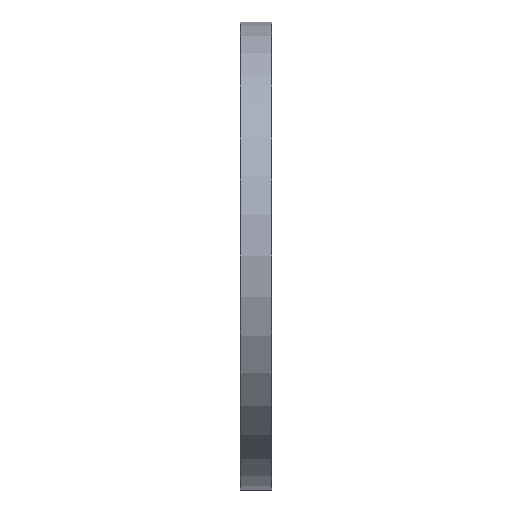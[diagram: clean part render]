
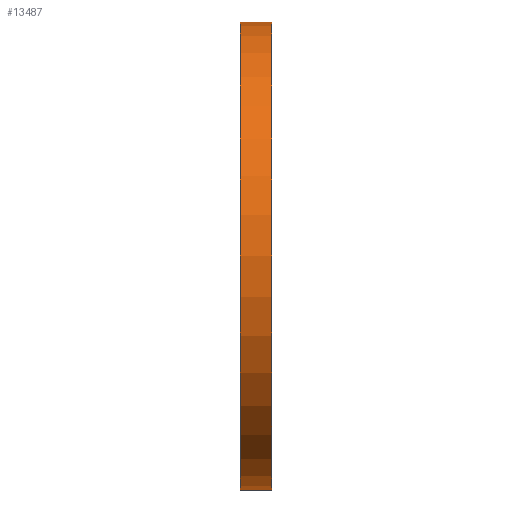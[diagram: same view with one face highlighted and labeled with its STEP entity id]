
A CAD part, left-side view. The second image highlights one B-rep face of the part: STEP entity #13487.
In plain terms, the highlighted cylindrical face has radius 60 mm (diameter 120 mm), a partial arc.
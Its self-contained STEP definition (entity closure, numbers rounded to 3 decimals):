
#613 = EDGE_CURVE ( 'NONE', #3856, #9819, #3170, .T. ) ;
#1100 = VERTEX_POINT ( 'NONE', #3534 ) ;
#1184 = DIRECTION ( 'NONE',  ( 0., 0., -1. ) ) ;
#1946 = CARTESIAN_POINT ( 'NONE',  ( 0., -4., 60. ) ) ;
#1967 = DIRECTION ( 'NONE',  ( 0., 1., 0. ) ) ;
#2165 = CYLINDRICAL_SURFACE ( 'NONE', #11467, 60. ) ;
#2323 = DIRECTION ( 'NONE',  ( 0., 1., 0. ) ) ;
#3170 = LINE ( 'NONE', #13702, #9025 ) ;
#3199 = VERTEX_POINT ( 'NONE', #3945 ) ;
#3425 = DIRECTION ( 'NONE',  ( 0., -1., 0. ) ) ;
#3534 = CARTESIAN_POINT ( 'NONE',  ( 0., 4., -60. ) ) ;
#3856 = VERTEX_POINT ( 'NONE', #7646 ) ;
#3945 = CARTESIAN_POINT ( 'NONE',  ( 0., -4., -60. ) ) ;
#4236 = CARTESIAN_POINT ( 'NONE',  ( 0., 4., -60. ) ) ;
#4280 = ORIENTED_EDGE ( 'NONE', *, *, #5938, .T. ) ;
#4401 = FACE_OUTER_BOUND ( 'NONE', #13728, .T. ) ;
#4629 = AXIS2_PLACEMENT_3D ( 'NONE', #5671, #2323, #12077 ) ;
#4900 = EDGE_CURVE ( 'NONE', #1100, #3856, #9148, .T. ) ;
#5402 = CARTESIAN_POINT ( 'NONE',  ( 0., -4., 0. ) ) ;
#5671 = CARTESIAN_POINT ( 'NONE',  ( 0., 4., 0. ) ) ;
#5938 = EDGE_CURVE ( 'NONE', #1100, #3199, #13748, .T. ) ;
#6449 = DIRECTION ( 'NONE',  ( 0., -1., 0. ) ) ;
#7646 = CARTESIAN_POINT ( 'NONE',  ( 0., 4., 60. ) ) ;
#7859 = ORIENTED_EDGE ( 'NONE', *, *, #11344, .T. ) ;
#8703 = DIRECTION ( 'NONE',  ( 0., 0., 1. ) ) ;
#9025 = VECTOR ( 'NONE', #12603, 1000. ) ;
#9148 = CIRCLE ( 'NONE', #4629, 60. ) ;
#9819 = VERTEX_POINT ( 'NONE', #1946 ) ;
#10351 = AXIS2_PLACEMENT_3D ( 'NONE', #5402, #1967, #8703 ) ;
#10440 = CIRCLE ( 'NONE', #10351, 60. ) ;
#10849 = VECTOR ( 'NONE', #6449, 1000. ) ;
#11205 = CARTESIAN_POINT ( 'NONE',  ( 0., 4., 0. ) ) ;
#11344 = EDGE_CURVE ( 'NONE', #3199, #9819, #10440, .T. ) ;
#11467 = AXIS2_PLACEMENT_3D ( 'NONE', #11205, #3425, #1184 ) ;
#12077 = DIRECTION ( 'NONE',  ( 0., 0., 1. ) ) ;
#12603 = DIRECTION ( 'NONE',  ( 0., -1., 0. ) ) ;
#12637 = ORIENTED_EDGE ( 'NONE', *, *, #4900, .F. ) ;
#13159 = ORIENTED_EDGE ( 'NONE', *, *, #613, .F. ) ;
#13487 = ADVANCED_FACE ( 'NONE', ( #4401 ), #2165, .T. ) ;
#13702 = CARTESIAN_POINT ( 'NONE',  ( 0., 4., 60. ) ) ;
#13728 = EDGE_LOOP ( 'NONE', ( #13159, #12637, #4280, #7859 ) ) ;
#13748 = LINE ( 'NONE', #4236, #10849 ) ;
